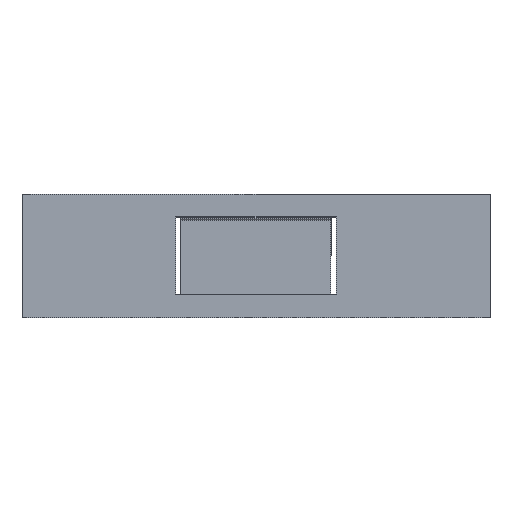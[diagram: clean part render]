
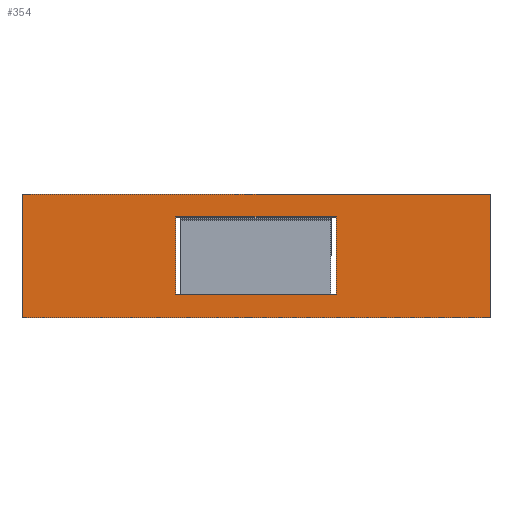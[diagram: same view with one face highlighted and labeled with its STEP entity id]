
A CAD part, front view. The second image highlights one B-rep face of the part: STEP entity #354.
In plain terms, the highlighted planar face has unit normal (0, -1, 0).
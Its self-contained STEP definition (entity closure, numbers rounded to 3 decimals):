
#34 = LINE ( 'NONE', #648, #708 ) ;
#48 = VERTEX_POINT ( 'NONE', #321 ) ;
#66 = EDGE_CURVE ( 'NONE', #1203, #226, #34, .T. ) ;
#69 = ORIENTED_EDGE ( 'NONE', *, *, #371, .F. ) ;
#80 = CARTESIAN_POINT ( 'NONE',  ( 15.6, 0., 4.1 ) ) ;
#85 = CARTESIAN_POINT ( 'NONE',  ( -15.6, 0., 4.1 ) ) ;
#92 = DIRECTION ( 'NONE',  ( 0., 0., 1. ) ) ;
#131 = EDGE_CURVE ( 'NONE', #985, #48, #298, .T. ) ;
#135 = VECTOR ( 'NONE', #563, 1000. ) ;
#169 = LINE ( 'NONE', #508, #483 ) ;
#187 = EDGE_CURVE ( 'NONE', #226, #445, #1028, .T. ) ;
#210 = CARTESIAN_POINT ( 'NONE',  ( -15.6, 0., 4.1 ) ) ;
#226 = VERTEX_POINT ( 'NONE', #80 ) ;
#233 = LINE ( 'NONE', #1150, #689 ) ;
#243 = DIRECTION ( 'NONE',  ( -1., 0., 0. ) ) ;
#287 = DIRECTION ( 'NONE',  ( 1., 0., 0. ) ) ;
#298 = LINE ( 'NONE', #754, #531 ) ;
#308 = DIRECTION ( 'NONE',  ( 0., 0., 1. ) ) ;
#316 = CARTESIAN_POINT ( 'NONE',  ( 5.35, 0., 2.6 ) ) ;
#321 = CARTESIAN_POINT ( 'NONE',  ( -5.35, 0., -2.6 ) ) ;
#354 = ADVANCED_FACE ( 'NONE', ( #981, #1141 ), #916, .F. ) ;
#371 = EDGE_CURVE ( 'NONE', #871, #985, #169, .T. ) ;
#398 = CARTESIAN_POINT ( 'NONE',  ( 0., 0., 0. ) ) ;
#401 = DIRECTION ( 'NONE',  ( -1., 0., 0. ) ) ;
#444 = AXIS2_PLACEMENT_3D ( 'NONE', #398, #811, #308 ) ;
#445 = VERTEX_POINT ( 'NONE', #840 ) ;
#448 = CARTESIAN_POINT ( 'NONE',  ( 15.6, 0., 4.1 ) ) ;
#483 = VECTOR ( 'NONE', #401, 1000. ) ;
#508 = CARTESIAN_POINT ( 'NONE',  ( 5.35, 0., 2.6 ) ) ;
#513 = LINE ( 'NONE', #901, #758 ) ;
#531 = VECTOR ( 'NONE', #958, 1000. ) ;
#546 = LINE ( 'NONE', #993, #1081 ) ;
#563 = DIRECTION ( 'NONE',  ( 0., 0., -1. ) ) ;
#613 = ORIENTED_EDGE ( 'NONE', *, *, #760, .F. ) ;
#630 = CARTESIAN_POINT ( 'NONE',  ( -15.6, 0., -4.1 ) ) ;
#634 = CARTESIAN_POINT ( 'NONE',  ( -5.35, 0., 2.6 ) ) ;
#648 = CARTESIAN_POINT ( 'NONE',  ( 15.6, 0., 4.1 ) ) ;
#683 = VERTEX_POINT ( 'NONE', #1073 ) ;
#689 = VECTOR ( 'NONE', #243, 1000. ) ;
#708 = VECTOR ( 'NONE', #1244, 1000. ) ;
#737 = LINE ( 'NONE', #85, #1119 ) ;
#738 = EDGE_CURVE ( 'NONE', #48, #683, #513, .T. ) ;
#754 = CARTESIAN_POINT ( 'NONE',  ( -5.35, 0., -2.6 ) ) ;
#758 = VECTOR ( 'NONE', #287, 1000. ) ;
#760 = EDGE_CURVE ( 'NONE', #683, #871, #546, .T. ) ;
#784 = DIRECTION ( 'NONE',  ( 0., 0., 1. ) ) ;
#793 = ORIENTED_EDGE ( 'NONE', *, *, #961, .F. ) ;
#811 = DIRECTION ( 'NONE',  ( 0., 1., 0. ) ) ;
#840 = CARTESIAN_POINT ( 'NONE',  ( 15.6, 0., -4.1 ) ) ;
#871 = VERTEX_POINT ( 'NONE', #316 ) ;
#901 = CARTESIAN_POINT ( 'NONE',  ( 5.35, 0., -2.6 ) ) ;
#916 = PLANE ( 'NONE',  #444 ) ;
#921 = VERTEX_POINT ( 'NONE', #630 ) ;
#937 = ORIENTED_EDGE ( 'NONE', *, *, #738, .F. ) ;
#958 = DIRECTION ( 'NONE',  ( 0., 0., -1. ) ) ;
#961 = EDGE_CURVE ( 'NONE', #445, #921, #233, .T. ) ;
#981 = FACE_BOUND ( 'NONE', #1145, .T. ) ;
#985 = VERTEX_POINT ( 'NONE', #634 ) ;
#993 = CARTESIAN_POINT ( 'NONE',  ( 5.35, 0., -2.6 ) ) ;
#1028 = LINE ( 'NONE', #448, #135 ) ;
#1055 = ORIENTED_EDGE ( 'NONE', *, *, #1124, .F. ) ;
#1073 = CARTESIAN_POINT ( 'NONE',  ( 5.35, 0., -2.6 ) ) ;
#1081 = VECTOR ( 'NONE', #92, 1000. ) ;
#1119 = VECTOR ( 'NONE', #784, 1000. ) ;
#1124 = EDGE_CURVE ( 'NONE', #921, #1203, #737, .T. ) ;
#1127 = ORIENTED_EDGE ( 'NONE', *, *, #131, .F. ) ;
#1130 = EDGE_LOOP ( 'NONE', ( #1055, #793, #1234, #1202 ) ) ;
#1141 = FACE_OUTER_BOUND ( 'NONE', #1130, .T. ) ;
#1145 = EDGE_LOOP ( 'NONE', ( #613, #937, #1127, #69 ) ) ;
#1150 = CARTESIAN_POINT ( 'NONE',  ( 15.6, 0., -4.1 ) ) ;
#1202 = ORIENTED_EDGE ( 'NONE', *, *, #66, .F. ) ;
#1203 = VERTEX_POINT ( 'NONE', #210 ) ;
#1234 = ORIENTED_EDGE ( 'NONE', *, *, #187, .F. ) ;
#1244 = DIRECTION ( 'NONE',  ( 1., 0., 0. ) ) ;
